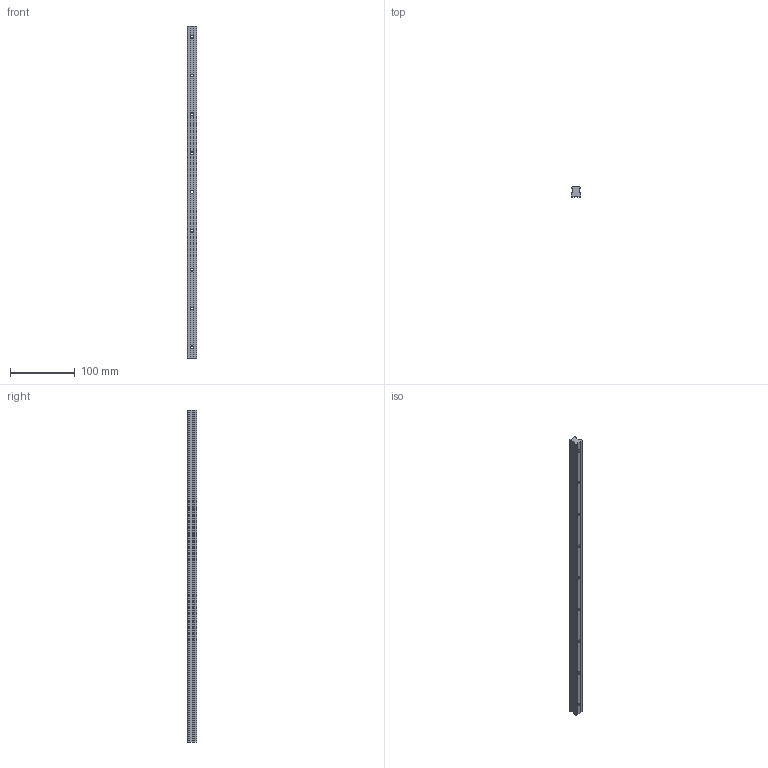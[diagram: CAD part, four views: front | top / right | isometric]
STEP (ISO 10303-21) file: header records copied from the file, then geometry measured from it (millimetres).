
FILE_DESCRIPTION (( 'STEP AP214' ), '1' );
FILE_NAME ('AR15-rail.STEP', '2012-02-14T01:38:57', ( '' ), ( '' ), 'SwSTEP 2.0', 'SolidWorks 2010', '' );
FILE_SCHEMA (( 'AUTOMOTIVE_DESIGN' ));
Length unit declared in the file: millimetre
Products named in the file (1): AR15-rail
Bounding box: 15 x 15 x 513 mm (x, y, z)
Volume: 87605.2 mm3; surface area: 33262.1 mm2
Topology: 1 solids, 1 shells, 101 faces, 252 edges, 162 vertices
Faces by surface type: cylinder 52, plane 31, cone 18
Entity records: 3114 total; most frequent: DIRECTION 578, CARTESIAN_POINT 516, ORIENTED_EDGE 504, EDGE_CURVE 252, AXIS2_PLACEMENT_3D 224, VERTEX_POINT 162, VECTOR 130, LINE 130
